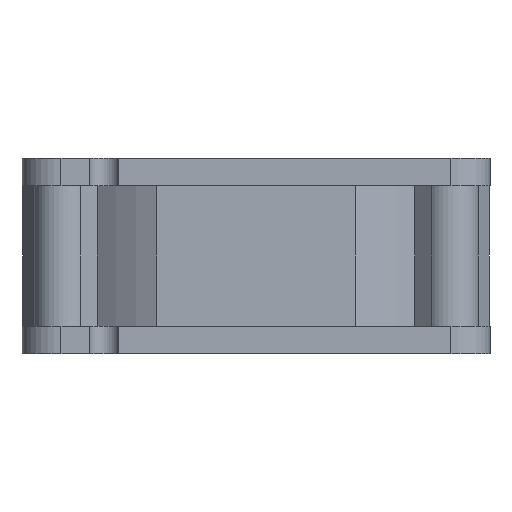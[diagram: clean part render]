
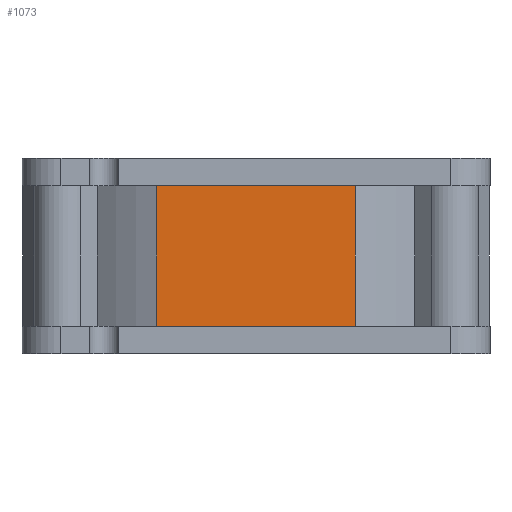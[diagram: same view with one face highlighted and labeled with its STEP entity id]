
A CAD part, front view. The second image highlights one B-rep face of the part: STEP entity #1073.
In plain terms, the highlighted planar face has unit normal (0, -1, 0).
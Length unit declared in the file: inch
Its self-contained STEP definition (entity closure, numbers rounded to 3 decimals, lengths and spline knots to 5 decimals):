
#663 = LINE ( 'NONE', #10106, #8942 ) ;
#770 = PLANE ( 'NONE',  #9994 ) ;
#802 = DIRECTION ( 'NONE',  ( 0., 0., -1. ) ) ;
#1019 = CARTESIAN_POINT ( 'NONE',  ( -0.49213, -1.1777, 0.1378 ) ) ;
#1073 = ADVANCED_FACE ( 'NONE', ( #3269 ), #770, .T. ) ;
#1155 = EDGE_CURVE ( 'NONE', #6640, #10615, #663, .T. ) ;
#1281 = EDGE_LOOP ( 'NONE', ( #6667, #7052, #5077, #3959 ) ) ;
#1692 = EDGE_CURVE ( 'NONE', #7125, #7182, #2425, .T. ) ;
#2254 = CARTESIAN_POINT ( 'NONE',  ( -0.50021, -1.1777, 0.84646 ) ) ;
#2389 = CARTESIAN_POINT ( 'NONE',  ( -0.49213, -1.1777, 0.98425 ) ) ;
#2425 = LINE ( 'NONE', #9056, #8056 ) ;
#2440 = DIRECTION ( 'NONE',  ( 0., 0., -1. ) ) ;
#3269 = FACE_OUTER_BOUND ( 'NONE', #1281, .T. ) ;
#3585 = EDGE_CURVE ( 'NONE', #6640, #7125, #10800, .T. ) ;
#3959 = ORIENTED_EDGE ( 'NONE', *, *, #5127, .T. ) ;
#5077 = ORIENTED_EDGE ( 'NONE', *, *, #1155, .T. ) ;
#5127 = EDGE_CURVE ( 'NONE', #10615, #7182, #7111, .T. ) ;
#6103 = DIRECTION ( 'NONE',  ( 1., 0., 0. ) ) ;
#6640 = VERTEX_POINT ( 'NONE', #2254 ) ;
#6667 = ORIENTED_EDGE ( 'NONE', *, *, #1692, .F. ) ;
#7052 = ORIENTED_EDGE ( 'NONE', *, *, #3585, .F. ) ;
#7111 = LINE ( 'NONE', #1019, #7886 ) ;
#7125 = VERTEX_POINT ( 'NONE', #7285 ) ;
#7182 = VERTEX_POINT ( 'NONE', #9397 ) ;
#7285 = CARTESIAN_POINT ( 'NONE',  ( 0.50021, -1.1777, 0.84646 ) ) ;
#7295 = CARTESIAN_POINT ( 'NONE',  ( -0.50021, -1.1777, 0.1378 ) ) ;
#7813 = DIRECTION ( 'NONE',  ( 1., 0., 0. ) ) ;
#7886 = VECTOR ( 'NONE', #7813, 39.37008 ) ;
#8056 = VECTOR ( 'NONE', #802, 39.37008 ) ;
#8942 = VECTOR ( 'NONE', #2440, 39.37008 ) ;
#9056 = CARTESIAN_POINT ( 'NONE',  ( 0.50021, -1.1777, 0.98425 ) ) ;
#9397 = CARTESIAN_POINT ( 'NONE',  ( 0.50021, -1.1777, 0.1378 ) ) ;
#9994 = AXIS2_PLACEMENT_3D ( 'NONE', #2389, #10002, #10056 ) ;
#10002 = DIRECTION ( 'NONE',  ( 0., -1., 0. ) ) ;
#10006 = VECTOR ( 'NONE', #6103, 39.37008 ) ;
#10056 = DIRECTION ( 'NONE',  ( 0., 0., -1. ) ) ;
#10106 = CARTESIAN_POINT ( 'NONE',  ( -0.50021, -1.1777, 0.98425 ) ) ;
#10347 = CARTESIAN_POINT ( 'NONE',  ( 0., -1.1777, 0.84646 ) ) ;
#10615 = VERTEX_POINT ( 'NONE', #7295 ) ;
#10800 = LINE ( 'NONE', #10347, #10006 ) ;
